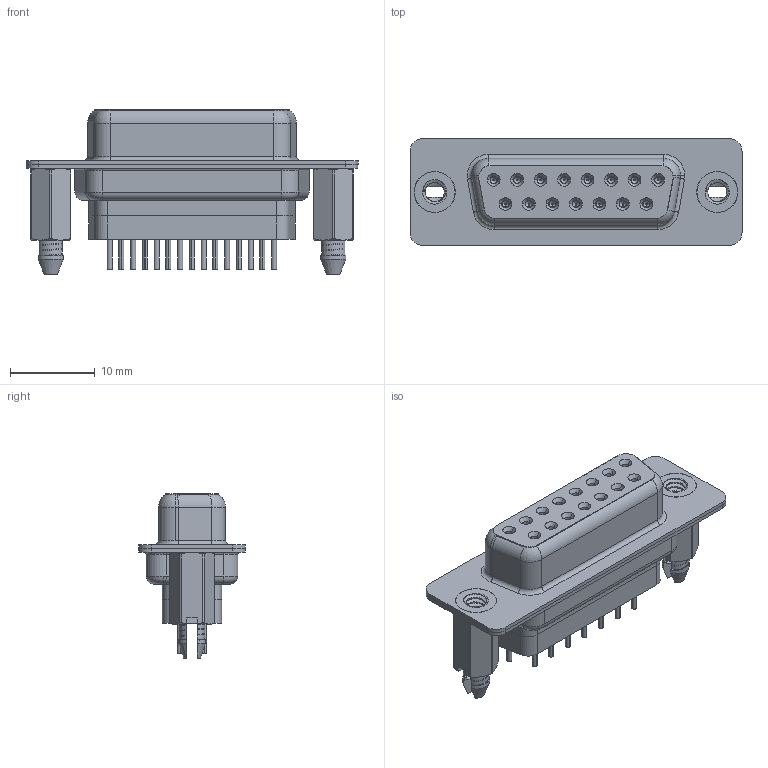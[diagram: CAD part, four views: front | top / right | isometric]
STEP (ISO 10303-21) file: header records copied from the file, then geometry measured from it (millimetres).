
FILE_DESCRIPTION (( 'STEP AP203' ), '1' );
FILE_NAME ('628-015-228-266.STEP', '2020-07-21T13:31:09', ( '' ), ( '' ), 'SwSTEP 2.0', 'SolidWorks 2020', '' );
FILE_SCHEMA (( 'CONFIG_CONTROL_DESIGN' ));
Length unit declared in the file: millimetre
Products named in the file (7): 628-015-228-266; 628 Contact Row 2_28L; 628 Housing_15 FF; 628 Contact Row 1_28L; 628 Shell Rear_15 Contacts; 628 4-40 Threaded Boardlock_FF; 628 Shell Front_15 Contacts
Assembly tree (20 placements, depth 2):
  628-015-228-266
    628 Housing_15 FF
    628 Shell Front_15 Contacts
    628 Shell Rear_15 Contacts
    628 Contact Row 1_28L  x8
    628 Contact Row 2_28L  x7
    628 4-40 Threaded Boardlock_FF  x2
Bounding box: 39.15 x 12.6 x 19.4 mm (x, y, z)
Volume: 3098 mm3; surface area: 7501.5 mm2
Topology: 21 solids, 21 shells, 2381 faces, 6138 edges, 3838 vertices
Faces by surface type: cylinder 733, plane 570, torus 453, bspline 354, cone 271
Entity records: 42089 total; most frequent: CARTESIAN_POINT 22442, ORIENTED_EDGE 3922, DIRECTION 3885, EDGE_CURVE 1961, AXIS2_PLACEMENT_3D 1592, VERTEX_POINT 1244, EDGE_LOOP 911, CIRCLE 852
